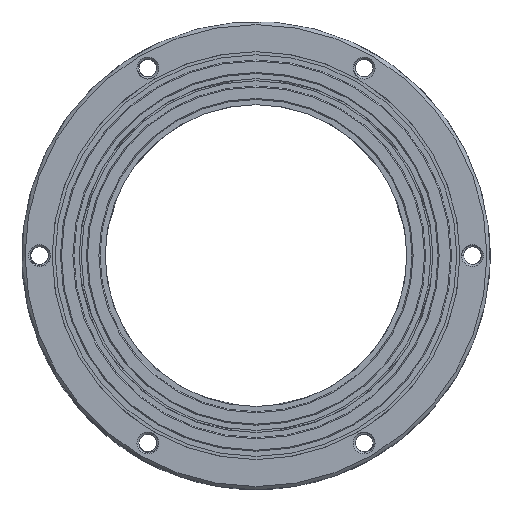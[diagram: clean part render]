
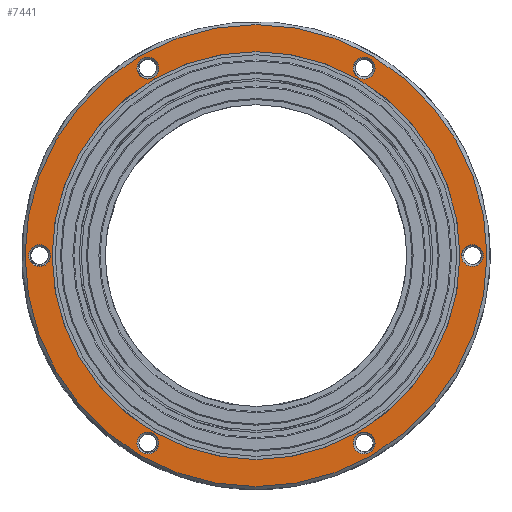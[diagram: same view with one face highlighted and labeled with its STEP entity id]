
A CAD part, left-side view. The second image highlights one B-rep face of the part: STEP entity #7441.
In plain terms, the highlighted planar face has unit normal (-1, 0, 0).
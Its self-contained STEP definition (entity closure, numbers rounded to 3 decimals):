
#144 = DIRECTION ( 'NONE',  ( -1., 0., 0. ) ) ;
#1658 = EDGE_LOOP ( 'NONE', ( #20931 ) ) ;
#1929 = DIRECTION ( 'NONE',  ( 0., 0., -1. ) ) ;
#2624 = EDGE_LOOP ( 'NONE', ( #19271 ) ) ;
#2679 = EDGE_CURVE ( 'NONE', #22038, #22038, #6871, .T. ) ;
#2912 = FACE_BOUND ( 'NONE', #14937, .T. ) ;
#3202 = FACE_OUTER_BOUND ( 'NONE', #16991, .T. ) ;
#3260 = ORIENTED_EDGE ( 'NONE', *, *, #13890, .T. ) ;
#3918 = CARTESIAN_POINT ( 'NONE',  ( 6.5, -20.8, -1.05 ) ) ;
#3990 = ORIENTED_EDGE ( 'NONE', *, *, #20383, .T. ) ;
#4129 = CIRCLE ( 'NONE', #20522, 1.05 ) ;
#4273 = EDGE_LOOP ( 'NONE', ( #13519 ) ) ;
#4475 = VERTEX_POINT ( 'NONE', #8696 ) ;
#5200 = DIRECTION ( 'NONE',  ( 0., 0., 1. ) ) ;
#5591 = AXIS2_PLACEMENT_3D ( 'NONE', #8700, #27093, #1929 ) ;
#6124 = CARTESIAN_POINT ( 'NONE',  ( 6.5, 10.4, 16.963 ) ) ;
#6167 = VERTEX_POINT ( 'NONE', #3918 ) ;
#6415 = CARTESIAN_POINT ( 'NONE',  ( 6.5, 20.8, 0. ) ) ;
#6702 = AXIS2_PLACEMENT_3D ( 'NONE', #22789, #144, #14026 ) ;
#6871 = CIRCLE ( 'NONE', #29497, 1.05 ) ;
#7102 = EDGE_CURVE ( 'NONE', #6167, #6167, #25812, .T. ) ;
#7441 = ADVANCED_FACE ( 'NONE', ( #3202, #14668, #17093, #28225, #23861, #2912, #7581, #12389 ), #10133, .F. ) ;
#7581 = FACE_BOUND ( 'NONE', #4273, .T. ) ;
#7735 = EDGE_CURVE ( 'NONE', #13115, #13115, #29224, .T. ) ;
#8045 = AXIS2_PLACEMENT_3D ( 'NONE', #28515, #21477, #28362 ) ;
#8526 = DIRECTION ( 'NONE',  ( 1., 0., 0. ) ) ;
#8696 = CARTESIAN_POINT ( 'NONE',  ( 6.5, 0., 19.6 ) ) ;
#8700 = CARTESIAN_POINT ( 'NONE',  ( 6.5, -20.8, 0. ) ) ;
#8818 = DIRECTION ( 'NONE',  ( 0., 0., -1. ) ) ;
#9613 = AXIS2_PLACEMENT_3D ( 'NONE', #14601, #26040, #18846 ) ;
#10133 = PLANE ( 'NONE',  #8045 ) ;
#10227 = DIRECTION ( 'NONE',  ( 1., 0., 0. ) ) ;
#10249 = EDGE_LOOP ( 'NONE', ( #3260 ) ) ;
#10351 = VERTEX_POINT ( 'NONE', #6124 ) ;
#10500 = VERTEX_POINT ( 'NONE', #17309 ) ;
#11241 = DIRECTION ( 'NONE',  ( 0., 0., -1. ) ) ;
#12163 = AXIS2_PLACEMENT_3D ( 'NONE', #23752, #23468, #5200 ) ;
#12202 = DIRECTION ( 'NONE',  ( 0., 0., -1. ) ) ;
#12293 = ORIENTED_EDGE ( 'NONE', *, *, #7102, .T. ) ;
#12389 = FACE_BOUND ( 'NONE', #2624, .T. ) ;
#12919 = CARTESIAN_POINT ( 'NONE',  ( 6.5, 0., -22.2 ) ) ;
#13115 = VERTEX_POINT ( 'NONE', #22331 ) ;
#13219 = EDGE_LOOP ( 'NONE', ( #12293 ) ) ;
#13519 = ORIENTED_EDGE ( 'NONE', *, *, #7735, .T. ) ;
#13890 = EDGE_CURVE ( 'NONE', #10500, #10500, #18146, .T. ) ;
#14026 = DIRECTION ( 'NONE',  ( 0., 0., -1. ) ) ;
#14601 = CARTESIAN_POINT ( 'NONE',  ( 6.5, -10.4, 18.013 ) ) ;
#14615 = CARTESIAN_POINT ( 'NONE',  ( 6.5, 10.4, 18.013 ) ) ;
#14668 = FACE_BOUND ( 'NONE', #26176, .T. ) ;
#14800 = AXIS2_PLACEMENT_3D ( 'NONE', #6415, #8526, #22419 ) ;
#14916 = CARTESIAN_POINT ( 'NONE',  ( 6.5, 10.4, -19.063 ) ) ;
#14937 = EDGE_LOOP ( 'NONE', ( #3990 ) ) ;
#15614 = DIRECTION ( 'NONE',  ( 1., 0., 0. ) ) ;
#16699 = EDGE_CURVE ( 'NONE', #24381, #24381, #27411, .T. ) ;
#16747 = EDGE_CURVE ( 'NONE', #19862, #19862, #25930, .T. ) ;
#16991 = EDGE_LOOP ( 'NONE', ( #18496 ) ) ;
#17093 = FACE_BOUND ( 'NONE', #10249, .T. ) ;
#17309 = CARTESIAN_POINT ( 'NONE',  ( 6.5, -10.4, -19.063 ) ) ;
#18041 = DIRECTION ( 'NONE',  ( 1., 0., 0. ) ) ;
#18146 = CIRCLE ( 'NONE', #19086, 1.05 ) ;
#18496 = ORIENTED_EDGE ( 'NONE', *, *, #16699, .T. ) ;
#18846 = DIRECTION ( 'NONE',  ( 0., 0., -1. ) ) ;
#19086 = AXIS2_PLACEMENT_3D ( 'NONE', #29606, #15614, #8818 ) ;
#19271 = ORIENTED_EDGE ( 'NONE', *, *, #24364, .F. ) ;
#19862 = VERTEX_POINT ( 'NONE', #26642 ) ;
#20383 = EDGE_CURVE ( 'NONE', #10351, #10351, #4129, .T. ) ;
#20522 = AXIS2_PLACEMENT_3D ( 'NONE', #14615, #10227, #12202 ) ;
#20931 = ORIENTED_EDGE ( 'NONE', *, *, #16747, .T. ) ;
#21477 = DIRECTION ( 'NONE',  ( 1., 0., 0. ) ) ;
#22038 = VERTEX_POINT ( 'NONE', #14916 ) ;
#22331 = CARTESIAN_POINT ( 'NONE',  ( 6.5, 20.8, -1.05 ) ) ;
#22419 = DIRECTION ( 'NONE',  ( 0., 0., -1. ) ) ;
#22559 = CARTESIAN_POINT ( 'NONE',  ( 6.5, 10.4, -18.013 ) ) ;
#22789 = CARTESIAN_POINT ( 'NONE',  ( 6.5, 0., 0. ) ) ;
#23468 = DIRECTION ( 'NONE',  ( -1., 0., 0. ) ) ;
#23752 = CARTESIAN_POINT ( 'NONE',  ( 6.5, 0., 0. ) ) ;
#23861 = FACE_BOUND ( 'NONE', #1658, .T. ) ;
#24210 = CIRCLE ( 'NONE', #12163, 19.6 ) ;
#24364 = EDGE_CURVE ( 'NONE', #4475, #4475, #24210, .T. ) ;
#24381 = VERTEX_POINT ( 'NONE', #12919 ) ;
#25812 = CIRCLE ( 'NONE', #5591, 1.05 ) ;
#25930 = CIRCLE ( 'NONE', #9613, 1.05 ) ;
#26040 = DIRECTION ( 'NONE',  ( 1., 0., 0. ) ) ;
#26176 = EDGE_LOOP ( 'NONE', ( #29241 ) ) ;
#26642 = CARTESIAN_POINT ( 'NONE',  ( 6.5, -10.4, 16.963 ) ) ;
#27093 = DIRECTION ( 'NONE',  ( 1., 0., 0. ) ) ;
#27411 = CIRCLE ( 'NONE', #6702, 22.2 ) ;
#28225 = FACE_BOUND ( 'NONE', #13219, .T. ) ;
#28362 = DIRECTION ( 'NONE',  ( 0., 0., -1. ) ) ;
#28515 = CARTESIAN_POINT ( 'NONE',  ( 6.5, 22.5, 0. ) ) ;
#29224 = CIRCLE ( 'NONE', #14800, 1.05 ) ;
#29241 = ORIENTED_EDGE ( 'NONE', *, *, #2679, .T. ) ;
#29497 = AXIS2_PLACEMENT_3D ( 'NONE', #22559, #18041, #11241 ) ;
#29606 = CARTESIAN_POINT ( 'NONE',  ( 6.5, -10.4, -18.013 ) ) ;
